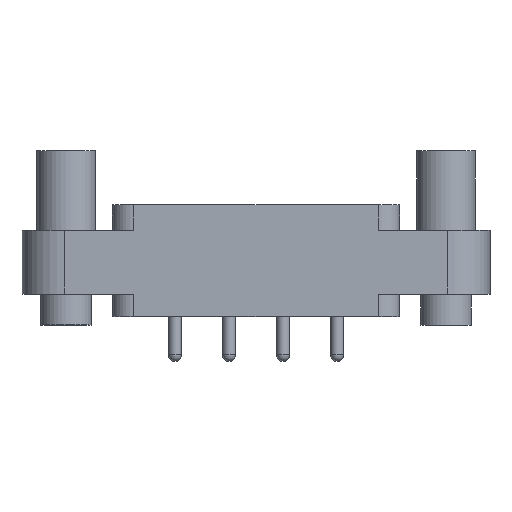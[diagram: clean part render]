
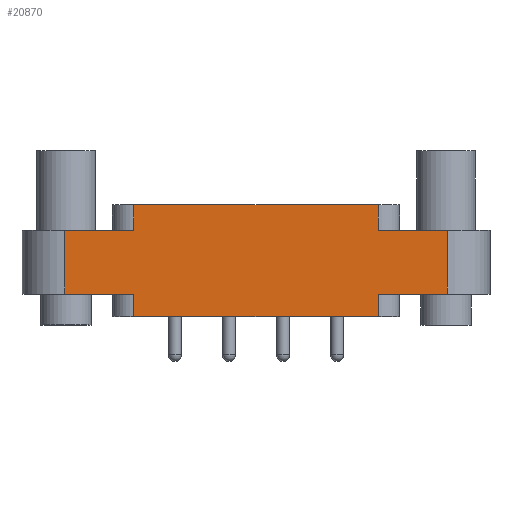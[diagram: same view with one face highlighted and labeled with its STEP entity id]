
A CAD part, top view. The second image highlights one B-rep face of the part: STEP entity #20870.
In plain terms, the highlighted planar face has unit normal (0, 0, 1).
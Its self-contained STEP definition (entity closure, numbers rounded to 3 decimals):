
#19=DIRECTION('',(-1.,0.,0.));
#20=VECTOR('',#19,6.5);
#21=CARTESIAN_POINT('',(18.,8.1,12.7));
#22=LINE('',#21,#20);
#41=DIRECTION('',(0.,1.,0.));
#42=VECTOR('',#41,2.4);
#43=CARTESIAN_POINT('',(11.5,8.1,12.7));
#44=LINE('',#43,#42);
#63=DIRECTION('',(-1.,0.,0.));
#64=VECTOR('',#63,23.);
#65=CARTESIAN_POINT('',(11.5,10.5,12.7));
#66=LINE('',#65,#64);
#1389=DIRECTION('',(0.,-1.,0.));
#1390=VECTOR('',#1389,2.4);
#1391=CARTESIAN_POINT('',(-11.5,10.5,12.7));
#1392=LINE('',#1391,#1390);
#1411=DIRECTION('',(-1.,0.,0.));
#1412=VECTOR('',#1411,6.5);
#1413=CARTESIAN_POINT('',(-11.5,8.1,12.7));
#1414=LINE('',#1413,#1412);
#1461=DIRECTION('',(0.,-1.,0.));
#1462=VECTOR('',#1461,6.);
#1463=CARTESIAN_POINT('',(-18.,8.1,12.7));
#1464=LINE('',#1463,#1462);
#1487=DIRECTION('',(1.,0.,0.));
#1488=VECTOR('',#1487,6.5);
#1489=CARTESIAN_POINT('',(-18.,2.1,12.7));
#1490=LINE('',#1489,#1488);
#1525=DIRECTION('',(0.,-1.,0.));
#1526=VECTOR('',#1525,2.1);
#1527=CARTESIAN_POINT('',(-11.5,2.1,12.7));
#1528=LINE('',#1527,#1526);
#1547=DIRECTION('',(1.,0.,0.));
#1548=VECTOR('',#1547,23.);
#1549=CARTESIAN_POINT('',(-11.5,0.,12.7));
#1550=LINE('',#1549,#1548);
#1733=DIRECTION('',(0.,1.,0.));
#1734=VECTOR('',#1733,2.1);
#1735=CARTESIAN_POINT('',(11.5,0.,12.7));
#1736=LINE('',#1735,#1734);
#1755=DIRECTION('',(1.,0.,0.));
#1756=VECTOR('',#1755,6.5);
#1757=CARTESIAN_POINT('',(11.5,2.1,12.7));
#1758=LINE('',#1757,#1756);
#1793=DIRECTION('',(0.,1.,0.));
#1794=VECTOR('',#1793,6.);
#1795=CARTESIAN_POINT('',(18.,2.1,12.7));
#1796=LINE('',#1795,#1794);
#16537=CARTESIAN_POINT('',(18.,2.1,12.7));
#16538=CARTESIAN_POINT('',(18.,8.1,12.7));
#16539=VERTEX_POINT('',#16537);
#16540=VERTEX_POINT('',#16538);
#16553=CARTESIAN_POINT('',(-18.,8.1,12.7));
#16554=CARTESIAN_POINT('',(-18.,2.1,12.7));
#16555=VERTEX_POINT('',#16553);
#16556=VERTEX_POINT('',#16554);
#16585=CARTESIAN_POINT('',(11.5,8.1,12.7));
#16586=CARTESIAN_POINT('',(11.5,10.5,12.7));
#16587=VERTEX_POINT('',#16585);
#16588=VERTEX_POINT('',#16586);
#16593=CARTESIAN_POINT('',(11.5,0.,12.7));
#16594=CARTESIAN_POINT('',(11.5,2.1,12.7));
#16595=VERTEX_POINT('',#16593);
#16596=VERTEX_POINT('',#16594);
#16601=CARTESIAN_POINT('',(-11.5,2.1,12.7));
#16602=CARTESIAN_POINT('',(-11.5,0.,12.7));
#16603=VERTEX_POINT('',#16601);
#16604=VERTEX_POINT('',#16602);
#16609=CARTESIAN_POINT('',(-11.5,10.5,12.7));
#16610=CARTESIAN_POINT('',(-11.5,8.1,12.7));
#16611=VERTEX_POINT('',#16609);
#16612=VERTEX_POINT('',#16610);
#20840=CARTESIAN_POINT('',(0.,0.,12.7));
#20841=DIRECTION('',(0.,0.,1.));
#20842=DIRECTION('',(1.,0.,0.));
#20843=AXIS2_PLACEMENT_3D('',#20840,#20841,#20842);
#20844=PLANE('',#20843);
#20846=ORIENTED_EDGE('',*,*,#20845,.F.);
#20847=ORIENTED_EDGE('',*,*,#20817,.F.);
#20849=ORIENTED_EDGE('',*,*,#20848,.F.);
#20851=ORIENTED_EDGE('',*,*,#20850,.F.);
#20853=ORIENTED_EDGE('',*,*,#20852,.F.);
#20855=ORIENTED_EDGE('',*,*,#20854,.F.);
#20857=ORIENTED_EDGE('',*,*,#20856,.F.);
#20859=ORIENTED_EDGE('',*,*,#20858,.F.);
#20861=ORIENTED_EDGE('',*,*,#20860,.F.);
#20863=ORIENTED_EDGE('',*,*,#20862,.F.);
#20865=ORIENTED_EDGE('',*,*,#20864,.F.);
#20867=ORIENTED_EDGE('',*,*,#20866,.F.);
#20868=EDGE_LOOP('',(#20846,#20847,#20849,#20851,#20853,#20855,#20857,#20859,
#20861,#20863,#20865,#20867));
#20869=FACE_OUTER_BOUND('',#20868,.F.);
#20870=ADVANCED_FACE('',(#20869),#20844,.T.);
#20817=EDGE_CURVE('',#16540,#16587,#22,.T.);
#20845=EDGE_CURVE('',#16587,#16588,#44,.T.);
#20848=EDGE_CURVE('',#16539,#16540,#1796,.T.);
#20850=EDGE_CURVE('',#16596,#16539,#1758,.T.);
#20852=EDGE_CURVE('',#16595,#16596,#1736,.T.);
#20854=EDGE_CURVE('',#16604,#16595,#1550,.T.);
#20856=EDGE_CURVE('',#16603,#16604,#1528,.T.);
#20858=EDGE_CURVE('',#16556,#16603,#1490,.T.);
#20860=EDGE_CURVE('',#16555,#16556,#1464,.T.);
#20862=EDGE_CURVE('',#16612,#16555,#1414,.T.);
#20864=EDGE_CURVE('',#16611,#16612,#1392,.T.);
#20866=EDGE_CURVE('',#16588,#16611,#66,.T.);
